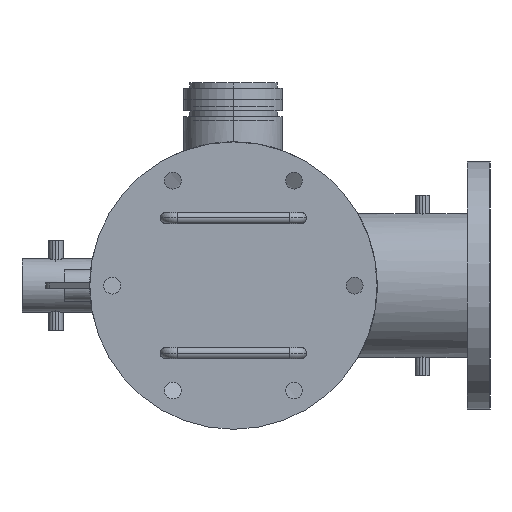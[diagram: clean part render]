
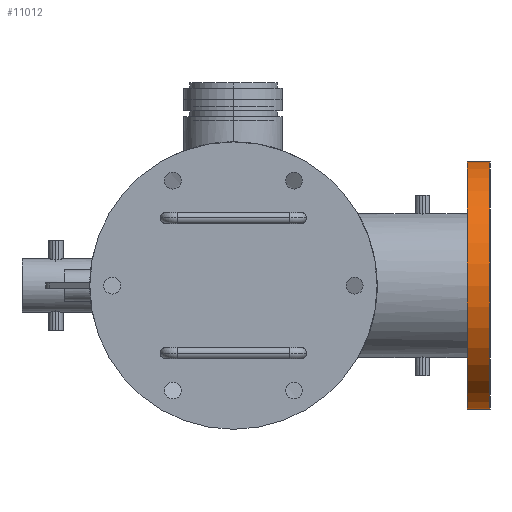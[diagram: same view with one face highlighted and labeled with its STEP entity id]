
A CAD part, left-side view. The second image highlights one B-rep face of the part: STEP entity #11012.
In plain terms, the highlighted cylindrical face has radius 139.7 mm (diameter 279.4 mm), a partial arc.
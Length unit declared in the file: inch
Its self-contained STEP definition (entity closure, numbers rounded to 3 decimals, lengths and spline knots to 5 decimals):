
#438 = AXIS2_PLACEMENT_3D ( 'NONE', #10349, #7717, #10468 ) ;
#1300 = DIRECTION ( 'NONE',  ( 0., -1., 0. ) ) ;
#1763 = VERTEX_POINT ( 'NONE', #6212 ) ;
#1939 = EDGE_CURVE ( 'NONE', #10846, #5668, #9291, .T. ) ;
#3060 = AXIS2_PLACEMENT_3D ( 'NONE', #10917, #1300, #11001 ) ;
#3129 = EDGE_LOOP ( 'NONE', ( #8328, #9461, #11225, #8484 ) ) ;
#4667 = VERTEX_POINT ( 'NONE', #9623 ) ;
#4792 = CARTESIAN_POINT ( 'NONE',  ( 10.45, -10.38, 0. ) ) ;
#5181 = DIRECTION ( 'NONE',  ( 0., -1., 0. ) ) ;
#5230 = CARTESIAN_POINT ( 'NONE',  ( 10.45, -10.38, -5.5 ) ) ;
#5668 = VERTEX_POINT ( 'NONE', #6143 ) ;
#5741 = AXIS2_PLACEMENT_3D ( 'NONE', #4792, #10907, #7263 ) ;
#5865 = VECTOR ( 'NONE', #5181, 39.37008 ) ;
#6143 = CARTESIAN_POINT ( 'NONE',  ( 10.45, -10.38, -5.5 ) ) ;
#6212 = CARTESIAN_POINT ( 'NONE',  ( 10.45, -11.38, 5.5 ) ) ;
#6341 = EDGE_CURVE ( 'NONE', #5668, #4667, #8179, .T. ) ;
#6347 = LINE ( 'NONE', #7408, #7558 ) ;
#6494 = CIRCLE ( 'NONE', #438, 5.5 ) ;
#7015 = EDGE_CURVE ( 'NONE', #10846, #1763, #6347, .T. ) ;
#7122 = CARTESIAN_POINT ( 'NONE',  ( 10.45, -10.38, 5.5 ) ) ;
#7263 = DIRECTION ( 'NONE',  ( 0., 0., -1. ) ) ;
#7316 = FACE_OUTER_BOUND ( 'NONE', #3129, .T. ) ;
#7408 = CARTESIAN_POINT ( 'NONE',  ( 10.45, -10.38, 5.5 ) ) ;
#7558 = VECTOR ( 'NONE', #8107, 39.37008 ) ;
#7717 = DIRECTION ( 'NONE',  ( 0., -1., 0. ) ) ;
#8107 = DIRECTION ( 'NONE',  ( 0., -1., 0. ) ) ;
#8179 = LINE ( 'NONE', #5230, #5865 ) ;
#8328 = ORIENTED_EDGE ( 'NONE', *, *, #7015, .F. ) ;
#8484 = ORIENTED_EDGE ( 'NONE', *, *, #10316, .F. ) ;
#9291 = CIRCLE ( 'NONE', #5741, 5.5 ) ;
#9461 = ORIENTED_EDGE ( 'NONE', *, *, #1939, .T. ) ;
#9623 = CARTESIAN_POINT ( 'NONE',  ( 10.45, -11.38, -5.5 ) ) ;
#10316 = EDGE_CURVE ( 'NONE', #1763, #4667, #6494, .T. ) ;
#10320 = CYLINDRICAL_SURFACE ( 'NONE', #3060, 5.5 ) ;
#10349 = CARTESIAN_POINT ( 'NONE',  ( 10.45, -11.38, 0. ) ) ;
#10468 = DIRECTION ( 'NONE',  ( 0., 0., -1. ) ) ;
#10846 = VERTEX_POINT ( 'NONE', #7122 ) ;
#10907 = DIRECTION ( 'NONE',  ( 0., -1., 0. ) ) ;
#10917 = CARTESIAN_POINT ( 'NONE',  ( 10.45, -10.38, 0. ) ) ;
#11001 = DIRECTION ( 'NONE',  ( 0., 0., -1. ) ) ;
#11012 = ADVANCED_FACE ( 'NONE', ( #7316 ), #10320, .T. ) ;
#11225 = ORIENTED_EDGE ( 'NONE', *, *, #6341, .T. ) ;
